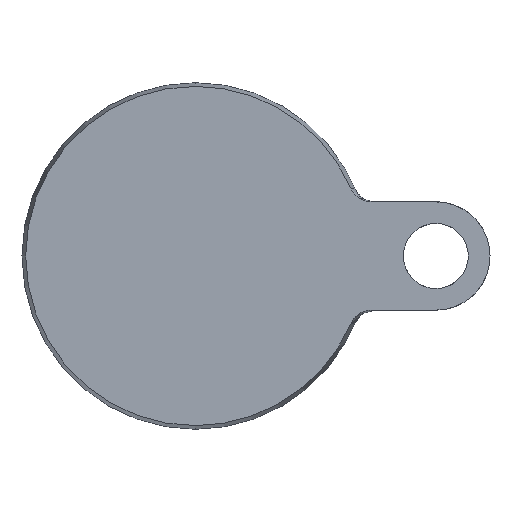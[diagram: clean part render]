
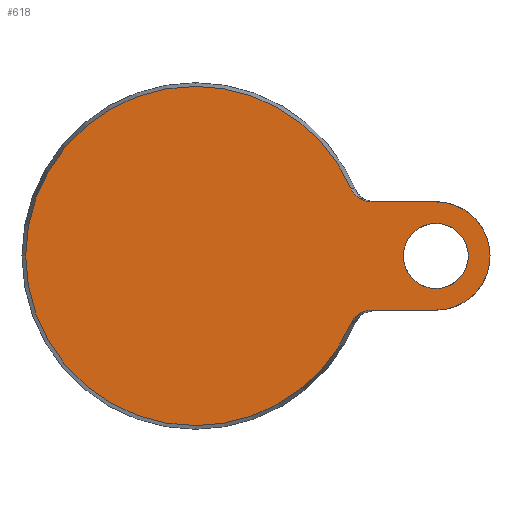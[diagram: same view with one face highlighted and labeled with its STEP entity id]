
A CAD part, front view. The second image highlights one B-rep face of the part: STEP entity #618.
In plain terms, the highlighted planar face has unit normal (0, -1, 0).
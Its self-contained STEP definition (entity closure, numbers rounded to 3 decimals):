
#2 = CARTESIAN_POINT ( 'NONE',  ( 36.124, 0., -15.081 ) ) ;
#5 = CARTESIAN_POINT ( 'NONE',  ( 55.5, 0., 0. ) ) ;
#6 = VERTEX_POINT ( 'NONE', #383 ) ;
#9 = VERTEX_POINT ( 'NONE', #664 ) ;
#19 = ORIENTED_EDGE ( 'NONE', *, *, #817, .T. ) ;
#65 = VECTOR ( 'NONE', #1121, 1000. ) ;
#81 = LINE ( 'NONE', #906, #65 ) ;
#88 = CIRCLE ( 'NONE', #128, 7.5 ) ;
#94 = LINE ( 'NONE', #178, #1292 ) ;
#104 = DIRECTION ( 'NONE',  ( 0., -1., 0. ) ) ;
#108 = ORIENTED_EDGE ( 'NONE', *, *, #1007, .T. ) ;
#112 = CARTESIAN_POINT ( 'NONE',  ( 0., 0., 0. ) ) ;
#128 = AXIS2_PLACEMENT_3D ( 'NONE', #922, #915, #935 ) ;
#149 = CARTESIAN_POINT ( 'NONE',  ( 55.5, 0., 0. ) ) ;
#178 = CARTESIAN_POINT ( 'NONE',  ( 15., 0., -12.5 ) ) ;
#186 = EDGE_CURVE ( 'NONE', #741, #934, #94, .T. ) ;
#201 = CARTESIAN_POINT ( 'NONE',  ( 40.085, 0., -12.5 ) ) ;
#203 = DIRECTION ( 'NONE',  ( 0., 0., 1. ) ) ;
#210 = EDGE_CURVE ( 'NONE', #1277, #940, #81, .T. ) ;
#216 = CARTESIAN_POINT ( 'NONE',  ( 40.085, 0., 12.5 ) ) ;
#222 = CARTESIAN_POINT ( 'NONE',  ( 38.665, 0., 12.866 ) ) ;
#245 = DIRECTION ( 'NONE',  ( 0., 1., 0. ) ) ;
#298 = DIRECTION ( 'NONE',  ( 0., 0., 1. ) ) ;
#302 = CIRCLE ( 'NONE', #448, 39.143 ) ;
#303 = AXIS2_PLACEMENT_3D ( 'NONE', #703, #386, #1119 ) ;
#309 = CARTESIAN_POINT ( 'NONE',  ( 37.397, 0., -13.606 ) ) ;
#315 = CARTESIAN_POINT ( 'NONE',  ( 37.4, 0., 13.603 ) ) ;
#331 = CARTESIAN_POINT ( 'NONE',  ( 55.5, 0., -12.5 ) ) ;
#383 = CARTESIAN_POINT ( 'NONE',  ( 35.928, 0., 15.535 ) ) ;
#384 = ORIENTED_EDGE ( 'NONE', *, *, #748, .F. ) ;
#386 = DIRECTION ( 'NONE',  ( 0., -1., 0. ) ) ;
#399 = CARTESIAN_POINT ( 'NONE',  ( 55.5, 0., -7.5 ) ) ;
#405 = CARTESIAN_POINT ( 'NONE',  ( 38.218, 0., -13.072 ) ) ;
#415 = FACE_OUTER_BOUND ( 'NONE', #965, .T. ) ;
#422 = CARTESIAN_POINT ( 'NONE',  ( 36.381, 0., -14.668 ) ) ;
#424 = DIRECTION ( 'NONE',  ( 0., -1., 0. ) ) ;
#428 = AXIS2_PLACEMENT_3D ( 'NONE', #1036, #424, #1134 ) ;
#444 = VERTEX_POINT ( 'NONE', #1221 ) ;
#448 = AXIS2_PLACEMENT_3D ( 'NONE', #112, #104, #522 ) ;
#475 = VERTEX_POINT ( 'NONE', #882 ) ;
#482 = CARTESIAN_POINT ( 'NONE',  ( 40.579, 0., -12.5 ) ) ;
#502 = CARTESIAN_POINT ( 'NONE',  ( 36.388, 0., 14.659 ) ) ;
#504 = DIRECTION ( 'NONE',  ( -1., 0., 0. ) ) ;
#511 = CARTESIAN_POINT ( 'NONE',  ( 40.579, 0., -12.5 ) ) ;
#522 = DIRECTION ( 'NONE',  ( 0., 0., -1. ) ) ;
#525 = CARTESIAN_POINT ( 'NONE',  ( 38.891, 0., -12.781 ) ) ;
#538 = CIRCLE ( 'NONE', #1294, 12.5 ) ;
#539 = EDGE_CURVE ( 'NONE', #550, #475, #1167, .T. ) ;
#548 = ORIENTED_EDGE ( 'NONE', *, *, #999, .T. ) ;
#550 = VERTEX_POINT ( 'NONE', #732 ) ;
#565 = ORIENTED_EDGE ( 'NONE', *, *, #210, .F. ) ;
#569 = CARTESIAN_POINT ( 'NONE',  ( 40.579, 0., 12.5 ) ) ;
#580 = EDGE_CURVE ( 'NONE', #6, #444, #302, .T. ) ;
#591 = EDGE_CURVE ( 'NONE', #1277, #6, #621, .T. ) ;
#605 = CARTESIAN_POINT ( 'NONE',  ( 35.928, 0., -15.535 ) ) ;
#612 = CARTESIAN_POINT ( 'NONE',  ( -39.143, 0., 0. ) ) ;
#618 = ADVANCED_FACE ( 'NONE', ( #415, #815 ), #1228, .F. ) ;
#621 = B_SPLINE_CURVE_WITH_KNOTS ( 'NONE', 3,
 ( #938, #216, #744, #1331, #222, #1238, #1247, #1053, #315, #718, #630, #502, #735, #924 ),
 .UNSPECIFIED., .F., .F.,
 ( 4, 2, 2, 2, 2, 2, 4 ),
 ( 0., 0.001, 0.002, 0.003, 0.004, 0.004, 0.006 ),
 .UNSPECIFIED. ) ;
#630 = CARTESIAN_POINT ( 'NONE',  ( 36.861, 0., 14.101 ) ) ;
#654 = ORIENTED_EDGE ( 'NONE', *, *, #539, .T. ) ;
#664 = CARTESIAN_POINT ( 'NONE',  ( 55.5, 0., 7.5 ) ) ;
#703 = CARTESIAN_POINT ( 'NONE',  ( 0., 0., 0. ) ) ;
#718 = CARTESIAN_POINT ( 'NONE',  ( 37.032, 0., 13.927 ) ) ;
#732 = CARTESIAN_POINT ( 'NONE',  ( 0., 0., -39.143 ) ) ;
#735 = CARTESIAN_POINT ( 'NONE',  ( 36.124, 0., 15.081 ) ) ;
#741 = VERTEX_POINT ( 'NONE', #331 ) ;
#744 = CARTESIAN_POINT ( 'NONE',  ( 39.603, 0., 12.57 ) ) ;
#748 = EDGE_CURVE ( 'NONE', #940, #741, #538, .T. ) ;
#752 = EDGE_LOOP ( 'NONE', ( #548, #108 ) ) ;
#813 = CARTESIAN_POINT ( 'NONE',  ( 37.031, 0., -13.929 ) ) ;
#815 = FACE_BOUND ( 'NONE', #752, .T. ) ;
#817 = EDGE_CURVE ( 'NONE', #444, #550, #1149, .T. ) ;
#825 = DIRECTION ( 'NONE',  ( 0., 1., 0. ) ) ;
#847 = AXIS2_PLACEMENT_3D ( 'NONE', #5, #1225, #298 ) ;
#882 = CARTESIAN_POINT ( 'NONE',  ( 35.928, 0., -15.535 ) ) ;
#906 = CARTESIAN_POINT ( 'NONE',  ( 15., 0., 12.5 ) ) ;
#915 = DIRECTION ( 'NONE',  ( 0., 1., 0. ) ) ;
#922 = CARTESIAN_POINT ( 'NONE',  ( 55.5, 0., 0. ) ) ;
#924 = CARTESIAN_POINT ( 'NONE',  ( 35.928, 0., 15.535 ) ) ;
#929 = CARTESIAN_POINT ( 'NONE',  ( 39.592, 0., -12.572 ) ) ;
#933 = B_SPLINE_CURVE_WITH_KNOTS ( 'NONE', 3,
 ( #605, #2, #422, #1240, #813, #309, #1138, #1124, #405, #1132, #525, #929, #201, #511 ),
 .UNSPECIFIED., .F., .F.,
 ( 4, 2, 2, 2, 2, 2, 4 ),
 ( 0., 0.001, 0.002, 0.003, 0.004, 0.004, 0.006 ),
 .UNSPECIFIED. ) ;
#934 = VERTEX_POINT ( 'NONE', #482 ) ;
#935 = DIRECTION ( 'NONE',  ( 0., 0., 1. ) ) ;
#938 = CARTESIAN_POINT ( 'NONE',  ( 40.579, 0., 12.5 ) ) ;
#940 = VERTEX_POINT ( 'NONE', #1034 ) ;
#949 = VERTEX_POINT ( 'NONE', #399 ) ;
#952 = CIRCLE ( 'NONE', #847, 7.5 ) ;
#962 = EDGE_CURVE ( 'NONE', #475, #934, #933, .T. ) ;
#965 = EDGE_LOOP ( 'NONE', ( #565, #1146, #971, #19, #654, #1245, #1253, #384 ) ) ;
#971 = ORIENTED_EDGE ( 'NONE', *, *, #580, .T. ) ;
#976 = AXIS2_PLACEMENT_3D ( 'NONE', #612, #825, #203 ) ;
#999 = EDGE_CURVE ( 'NONE', #949, #9, #88, .T. ) ;
#1007 = EDGE_CURVE ( 'NONE', #9, #949, #952, .T. ) ;
#1034 = CARTESIAN_POINT ( 'NONE',  ( 55.5, 0., 12.5 ) ) ;
#1036 = CARTESIAN_POINT ( 'NONE',  ( 0., 0., 0. ) ) ;
#1053 = CARTESIAN_POINT ( 'NONE',  ( 37.598, 0., 13.453 ) ) ;
#1119 = DIRECTION ( 'NONE',  ( 0., 0., -1. ) ) ;
#1121 = DIRECTION ( 'NONE',  ( 1., 0., 0. ) ) ;
#1124 = CARTESIAN_POINT ( 'NONE',  ( 38., 0., -13.192 ) ) ;
#1132 = CARTESIAN_POINT ( 'NONE',  ( 38.663, 0., -12.866 ) ) ;
#1134 = DIRECTION ( 'NONE',  ( 0., 0., -1. ) ) ;
#1138 = CARTESIAN_POINT ( 'NONE',  ( 37.591, 0., -13.458 ) ) ;
#1146 = ORIENTED_EDGE ( 'NONE', *, *, #591, .T. ) ;
#1149 = CIRCLE ( 'NONE', #303, 39.143 ) ;
#1167 = CIRCLE ( 'NONE', #428, 39.143 ) ;
#1177 = DIRECTION ( 'NONE',  ( 0., 0., -1. ) ) ;
#1221 = CARTESIAN_POINT ( 'NONE',  ( 0., 0., 39.143 ) ) ;
#1225 = DIRECTION ( 'NONE',  ( 0., 1., 0. ) ) ;
#1228 = PLANE ( 'NONE',  #976 ) ;
#1238 = CARTESIAN_POINT ( 'NONE',  ( 38.221, 0., 13.07 ) ) ;
#1240 = CARTESIAN_POINT ( 'NONE',  ( 36.857, 0., -14.106 ) ) ;
#1245 = ORIENTED_EDGE ( 'NONE', *, *, #962, .T. ) ;
#1247 = CARTESIAN_POINT ( 'NONE',  ( 38.008, 0., 13.187 ) ) ;
#1253 = ORIENTED_EDGE ( 'NONE', *, *, #186, .F. ) ;
#1277 = VERTEX_POINT ( 'NONE', #569 ) ;
#1292 = VECTOR ( 'NONE', #504, 1000. ) ;
#1294 = AXIS2_PLACEMENT_3D ( 'NONE', #149, #245, #1177 ) ;
#1331 = CARTESIAN_POINT ( 'NONE',  ( 38.897, 0., 12.778 ) ) ;
